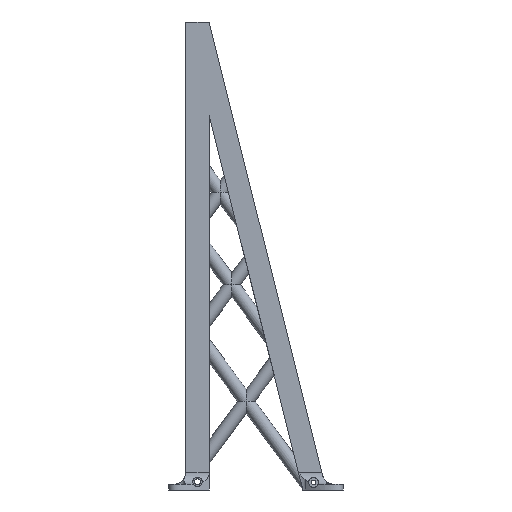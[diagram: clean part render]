
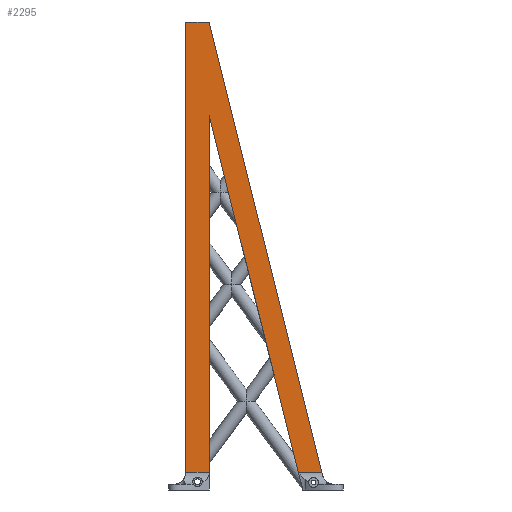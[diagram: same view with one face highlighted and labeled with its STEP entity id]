
A CAD part, front view. The second image highlights one B-rep face of the part: STEP entity #2295.
In plain terms, the highlighted planar face has unit normal (0, -1, 0).
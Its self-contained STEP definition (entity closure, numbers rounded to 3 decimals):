
#219=PLANE('',#2488);
#291=FACE_OUTER_BOUND('',#424,.T.);
#424=EDGE_LOOP('',(#1744,#1745,#1746,#1747,#1748,#1749,#1750,#1751));
#564=LINE('',#3447,#711);
#578=LINE('',#3648,#725);
#610=LINE('',#4056,#757);
#620=LINE('',#4088,#767);
#621=LINE('',#4091,#768);
#622=LINE('',#4093,#769);
#623=LINE('',#4094,#770);
#624=LINE('',#4095,#771);
#711=VECTOR('',#2672,10.);
#725=VECTOR('',#2728,10.);
#757=VECTOR('',#2902,10.);
#767=VECTOR('',#2938,10.);
#768=VECTOR('',#2941,10.);
#769=VECTOR('',#2942,10.);
#770=VECTOR('',#2943,10.);
#771=VECTOR('',#2944,10.);
#903=VERTEX_POINT('',#3433);
#904=VERTEX_POINT('',#3446);
#933=VERTEX_POINT('',#3645);
#934=VERTEX_POINT('',#3647);
#1006=VERTEX_POINT('',#4053);
#1007=VERTEX_POINT('',#4055);
#1011=VERTEX_POINT('',#4090);
#1012=VERTEX_POINT('',#4092);
#1129=EDGE_CURVE('',#903,#904,#564,.T.);
#1167=EDGE_CURVE('',#934,#933,#578,.T.);
#1266=EDGE_CURVE('',#1006,#1007,#610,.T.);
#1280=EDGE_CURVE('',#1007,#933,#620,.T.);
#1281=EDGE_CURVE('',#1011,#1006,#621,.T.);
#1282=EDGE_CURVE('',#1012,#1011,#622,.T.);
#1283=EDGE_CURVE('',#904,#1012,#623,.T.);
#1284=EDGE_CURVE('',#903,#934,#624,.T.);
#1744=ORIENTED_EDGE('',*,*,#1280,.F.);
#1745=ORIENTED_EDGE('',*,*,#1266,.F.);
#1746=ORIENTED_EDGE('',*,*,#1281,.F.);
#1747=ORIENTED_EDGE('',*,*,#1282,.F.);
#1748=ORIENTED_EDGE('',*,*,#1283,.F.);
#1749=ORIENTED_EDGE('',*,*,#1129,.F.);
#1750=ORIENTED_EDGE('',*,*,#1284,.T.);
#1751=ORIENTED_EDGE('',*,*,#1167,.T.);
#2295=ADVANCED_FACE('',(#291),#219,.F.);
#2488=AXIS2_PLACEMENT_3D('',#4089,#2939,#2940);
#2672=DIRECTION('',(-1.,0.,0.));
#2728=DIRECTION('',(0.243,0.,-0.97));
#2902=DIRECTION('',(-1.,0.,0.));
#2938=DIRECTION('',(0.,0.,-1.));
#2939=DIRECTION('center_axis',(0.,1.,0.));
#2940=DIRECTION('ref_axis',(0.,0.,1.));
#2941=DIRECTION('',(0.243,0.,-0.97));
#2942=DIRECTION('',(1.,0.,0.));
#2943=DIRECTION('',(0.,0.,1.));
#2944=DIRECTION('',(0.,0.,1.));
#3433=CARTESIAN_POINT('',(10.,0.,7.5));
#3446=CARTESIAN_POINT('',(0.,0.,7.5));
#3447=CARTESIAN_POINT('',(0.658,0.,7.5));
#3645=CARTESIAN_POINT('',(48.199,0.,7.202));
#3647=CARTESIAN_POINT('',(10.,0.,160.));
#3648=CARTESIAN_POINT('',(0.,0.,200.));
#4053=CARTESIAN_POINT('',(58.125,0.,7.5));
#4055=CARTESIAN_POINT('',(48.199,0.,7.5));
#4056=CARTESIAN_POINT('',(29.342,0.,7.5));
#4088=CARTESIAN_POINT('',(48.199,0.,0.));
#4089=CARTESIAN_POINT('Origin',(0.,0.,200.));
#4090=CARTESIAN_POINT('',(10.,0.,200.));
#4091=CARTESIAN_POINT('',(10.,0.,200.));
#4092=CARTESIAN_POINT('',(0.,0.,200.));
#4093=CARTESIAN_POINT('',(0.,0.,200.));
#4094=CARTESIAN_POINT('',(0.,0.,0.));
#4095=CARTESIAN_POINT('',(10.,0.,0.));
